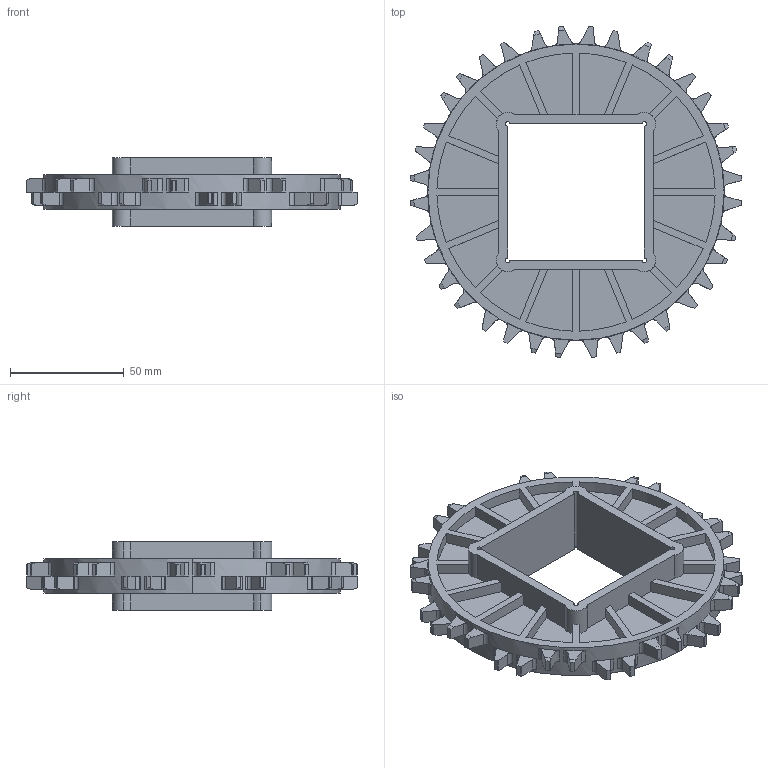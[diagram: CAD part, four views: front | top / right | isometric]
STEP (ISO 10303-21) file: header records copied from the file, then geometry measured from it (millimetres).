
FILE_DESCRIPTION (( 'STEP AP214' ), '1' );
FILE_NAME ('Rexnord-CS 1000 CLASSIC SPROCKETS-CS 1000 18-60x60.STEP', '2022-03-22T14:45:17', ( '' ), ( '' ), 'SwSTEP 2.0', 'SolidWorks 2021', '' );
FILE_SCHEMA (( 'AUTOMOTIVE_DESIGN' ));
Length unit declared in the file: millimetre
Products named in the file (2): Rexnord-CS 1000 CLASSIC SPROCKETS-CS 1000 18-60x60_CS_1000_CS 1000 18-60x60; Rexnord-CS 1000 CLASSIC SPROCKETS-CS 1000 18-60x60
Assembly tree (1 placements, depth 2):
  Rexnord-CS 1000 CLASSIC SPROCKETS-CS 1000 18-60x60
    Rexnord-CS 1000 CLASSIC SPROCKETS-CS 1000 18-60x60_CS_1000_CS 1000 18-60x60
Bounding box: 145.69 x 145.32 x 30 mm (x, y, z)
Volume: 108443 mm3; surface area: 54660.1 mm2
Topology: 1 solids, 1 shells, 552 faces, 1536 edges, 1024 vertices
Faces by surface type: cylinder 260, plane 256, cone 36
Entity records: 18150 total; most frequent: CARTESIAN_POINT 3648, ORIENTED_EDGE 3072, DIRECTION 3052, EDGE_CURVE 1536, AXIS2_PLACEMENT_3D 1116, VERTEX_POINT 1024, VECTOR 820, LINE 820
